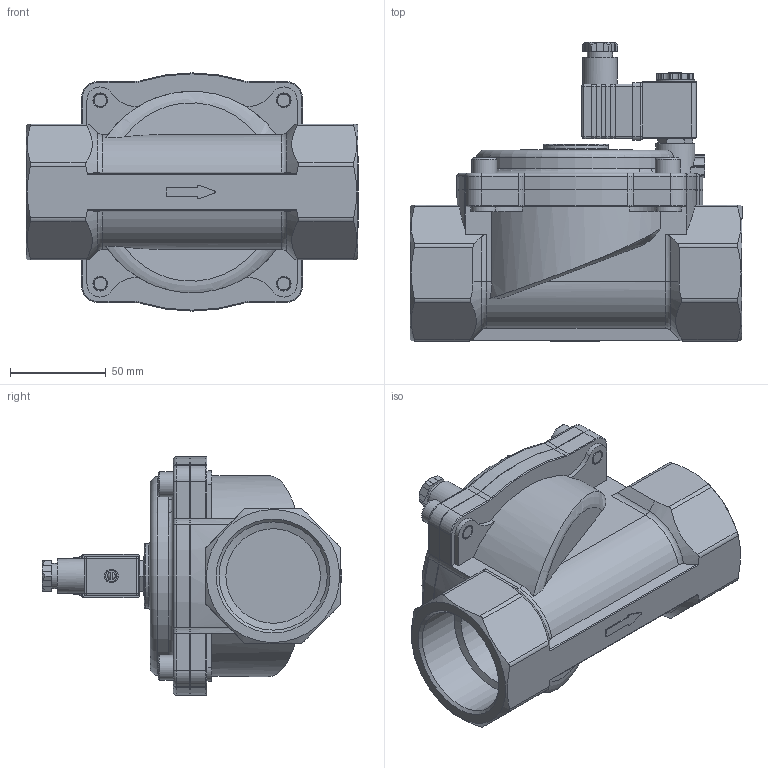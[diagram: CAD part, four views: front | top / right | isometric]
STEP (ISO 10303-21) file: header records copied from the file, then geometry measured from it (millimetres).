
FILE_DESCRIPTION((''),'2;1');
FILE_NAME('ES2A48F050H2450.stp','2022-01-25T15:40:33',('RL'),(''),'Autodesk Inventor 2012','Autodesk Inventor 2012','');
FILE_SCHEMA(('AUTOMOTIVE_DESIGN { 1 0 10303 214 1 1 1 1 }'));
Length unit declared in the file: millimetre
Products named in the file (3): ES2A48F050H24/50; GDB09; ES2A48E050H23050
Assembly tree (2 placements, depth 2):
  ES2A48F050H24/50
    GDB09
    ES2A48E050H23050
Bounding box: 173.8 x 156.95 x 124.7 mm (x, y, z)
Volume: 868655.6 mm3; surface area: 113592 mm2
Topology: 3 solids, 3 shells, 629 faces, 1642 edges, 1057 vertices
Faces by surface type: plane 290, cylinder 241, torus 53, cone 35, bspline 6, sphere 4
Full cylindrical faces by diameter (mm): 1.7 x3, 2.459 x1, 5 x1, 6 x1, 6.9 x1, 7.1 x1, 11 x1, 13 x4, 13.2 x1, 18.3 x1, 20.2 x1, 20.4 x1, 49.5 x2, 56.656 x2
Entity records: 20204 total; most frequent: CARTESIAN_POINT 4353, DIRECTION 3266, ORIENTED_EDGE 3158, EDGE_CURVE 1579, AXIS2_PLACEMENT_3D 1207, VERTEX_POINT 1041, VECTOR 852, LINE 852
